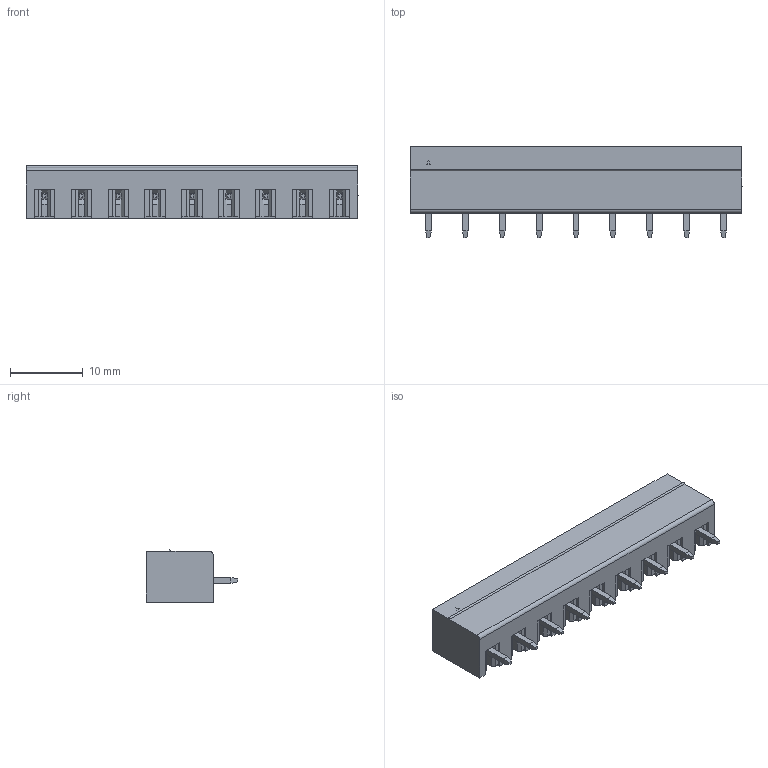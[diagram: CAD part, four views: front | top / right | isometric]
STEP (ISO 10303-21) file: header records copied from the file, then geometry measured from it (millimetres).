
FILE_DESCRIPTION (( 'STEP AP214' ), '1' );
FILE_NAME ('15EDGVC-5.08-09P-14-00AH.STEP', '2021-02-04T21:54:52', ( '' ), ( '' ), 'SwSTEP 2.0', 'SolidWorks 2020', '' );
FILE_SCHEMA (( 'AUTOMOTIVE_DESIGN' ));
Length unit declared in the file: millimetre
Products named in the file (1): 15EDGVC-5.08-09P-14-00AH
Bounding box: 45.72 x 12.6 x 7.2 mm (x, y, z)
Volume: 1771.2 mm3; surface area: 3617.7 mm2
Topology: 1 solids, 1 shells, 961 faces, 2541 edges, 1640 vertices
Faces by surface type: plane 758, bspline 147, cylinder 29, torus 18, cone 9
Entity records: 41645 total; most frequent: CARTESIAN_POINT 14008, ORIENTED_EDGE 5082, DIRECTION 3962, EDGE_CURVE 2541, LINE 2126, VECTOR 2126, VERTEX_POINT 1640, EDGE_LOOP 1019
